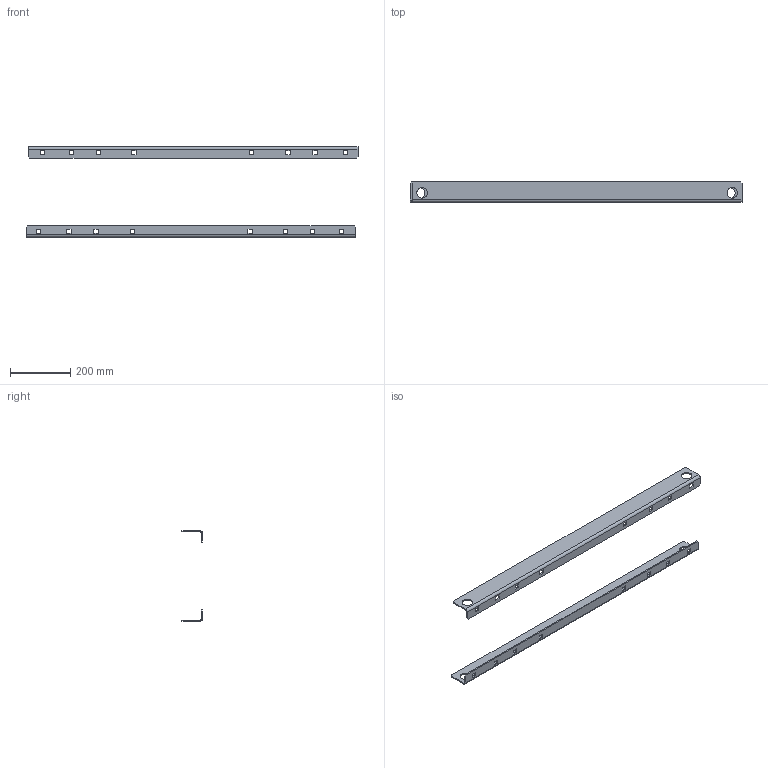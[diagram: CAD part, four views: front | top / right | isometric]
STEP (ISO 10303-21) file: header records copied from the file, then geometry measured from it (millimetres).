
FILE_DESCRIPTION(('STEP AP214'),'1');
FILE_NAME('cctmp_633A55B5-9DAF-4CBC-A234-48C91CACA12F_2024_11_20_13_33_28_0660..stp','2024-11-20T12:33:28',('SIEMENS A&D'),('CADClick - www.CADClick.com'),'Spatial InterOp 3D',' ','unknown authorization');
FILE_SCHEMA(('AUTOMOTIVE_DESIGN'));
Length unit declared in the file: millimetre
Products named in the file (3): cc_unnamed; 2024_11_20_13_33_28_0637; 2024_11_20_13_33_28_0596
Assembly tree (2 placements, depth 2):
  cc_unnamed
    2024_11_20_13_33_28_0637
    2024_11_20_13_33_28_0596
Bounding box: 1100 x 68.5 x 300 mm (x, y, z)
Volume: 852925.1 mm3; surface area: 450862.9 mm2
Topology: 2 solids, 2 shells, 100 faces, 288 edges, 192 vertices
Faces by surface type: plane 88, cylinder 12
Entity records: 4196 total; most frequent: CARTESIAN_POINT 583, ORIENTED_EDGE 576, DIRECTION 518, EDGE_CURVE 288, LINE 264, VECTOR 264, VERTEX_POINT 192, EDGE_LOOP 140
